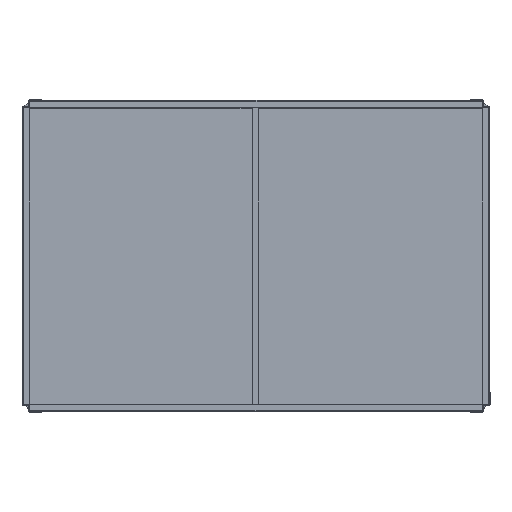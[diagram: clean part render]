
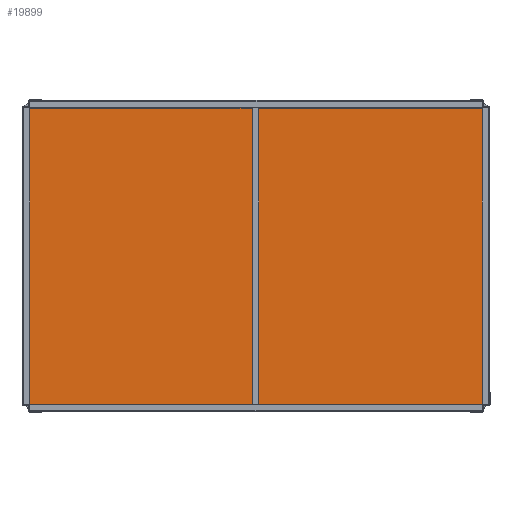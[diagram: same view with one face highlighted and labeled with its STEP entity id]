
A CAD part, top view. The second image highlights one B-rep face of the part: STEP entity #19899.
In plain terms, the highlighted planar face has unit normal (0, 0, 1).
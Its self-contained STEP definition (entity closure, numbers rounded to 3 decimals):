
#19770 = VERTEX_POINT('',#19771);
#19771 = CARTESIAN_POINT('',(-581.538,-383.782,4.));
#19777 = EDGE_CURVE('',#19770,#19778,#19780,.T.);
#19778 = VERTEX_POINT('',#19779);
#19779 = CARTESIAN_POINT('',(581.556,-383.782,4.));
#19780 = LINE('',#19781,#19782);
#19781 = CARTESIAN_POINT('',(-581.538,-383.782,4.));
#19782 = VECTOR('',#19783,1.);
#19783 = DIRECTION('',(1.,0.,0.));
#19808 = EDGE_CURVE('',#19778,#19809,#19811,.T.);
#19809 = VERTEX_POINT('',#19810);
#19810 = CARTESIAN_POINT('',(581.556,379.677,4.));
#19811 = LINE('',#19812,#19813);
#19812 = CARTESIAN_POINT('',(581.556,-383.782,4.));
#19813 = VECTOR('',#19814,1.);
#19814 = DIRECTION('',(0.,1.,0.));
#19839 = EDGE_CURVE('',#19809,#19840,#19842,.T.);
#19840 = VERTEX_POINT('',#19841);
#19841 = CARTESIAN_POINT('',(-581.538,379.677,4.));
#19842 = LINE('',#19843,#19844);
#19843 = CARTESIAN_POINT('',(581.556,379.677,4.));
#19844 = VECTOR('',#19845,1.);
#19845 = DIRECTION('',(-1.,0.,0.));
#19870 = EDGE_CURVE('',#19840,#19770,#19871,.T.);
#19871 = LINE('',#19872,#19873);
#19872 = CARTESIAN_POINT('',(-581.538,379.677,4.));
#19873 = VECTOR('',#19874,1.);
#19874 = DIRECTION('',(0.,-1.,0.));
#19899 = ADVANCED_FACE('',(#19900),#19906,.T.);
#19900 = FACE_BOUND('',#19901,.T.);
#19901 = EDGE_LOOP('',(#19902,#19903,#19904,#19905));
#19902 = ORIENTED_EDGE('',*,*,#19777,.T.);
#19903 = ORIENTED_EDGE('',*,*,#19808,.T.);
#19904 = ORIENTED_EDGE('',*,*,#19839,.T.);
#19905 = ORIENTED_EDGE('',*,*,#19870,.T.);
#19906 = PLANE('',#19907);
#19907 = AXIS2_PLACEMENT_3D('',#19908,#19909,#19910);
#19908 = CARTESIAN_POINT('',(0.009,-2.053,4.));
#19909 = DIRECTION('',(0.,0.,1.));
#19910 = DIRECTION('',(1.,0.,0.));
